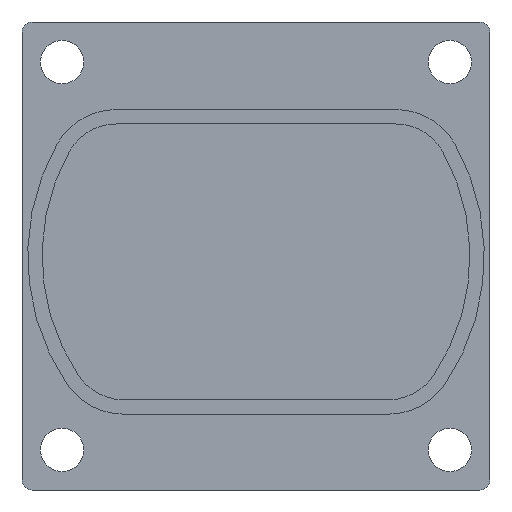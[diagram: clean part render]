
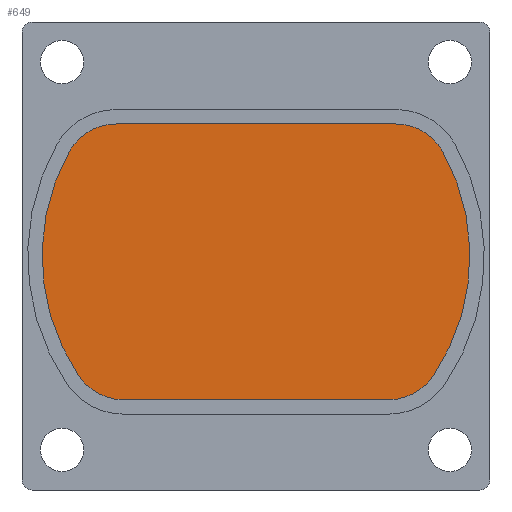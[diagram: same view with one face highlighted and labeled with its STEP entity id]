
A CAD part, left-side view. The second image highlights one B-rep face of the part: STEP entity #649.
In plain terms, the highlighted planar face has unit normal (-1, 0, 0).
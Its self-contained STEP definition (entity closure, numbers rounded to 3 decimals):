
#449 = CARTESIAN_POINT ( 'NONE',  ( -20., 55.805, 31.333 ) ) ;
#450 = CARTESIAN_POINT ( 'NONE',  ( -20., -41.854, 39.5 ) ) ;
#451 = CARTESIAN_POINT ( 'NONE',  ( -20., 41.854, 39.5 ) ) ;
#469 = CARTESIAN_POINT ( 'NONE',  ( -20., 52.915, -36. ) ) ;
#470 = CARTESIAN_POINT ( 'NONE',  ( -20., 39.686, -43. ) ) ;
#471 = CARTESIAN_POINT ( 'NONE',  ( -20., -39.686, -43. ) ) ;
#472 = CARTESIAN_POINT ( 'NONE',  ( -20., -55.805, 31.333 ) ) ;
#474 = CARTESIAN_POINT ( 'NONE',  ( -20., -52.915, -36. ) ) ;
#649 = ADVANCED_FACE ( 'NONE', ( #1722 ), #3001, .T. ) ;
#701 = AXIS2_PLACEMENT_3D ( 'NONE', #3475, #3476, #3477 ) ;
#740 = AXIS2_PLACEMENT_3D ( 'NONE', #3544, #3550, #3552 ) ;
#742 = AXIS2_PLACEMENT_3D ( 'NONE', #3529, #3533, #3536 ) ;
#743 = AXIS2_PLACEMENT_3D ( 'NONE', #3483, #3485, #3486 ) ;
#745 = AXIS2_PLACEMENT_3D ( 'NONE', #3468, #3469, #3470 ) ;
#746 = AXIS2_PLACEMENT_3D ( 'NONE', #3462, #3463, #3466 ) ;
#804 = AXIS2_PLACEMENT_3D ( 'NONE', #2994, #2992, #2995 ) ;
#863 = EDGE_CURVE ( 'NONE', #3546, #3561, #1573, .T. ) ;
#864 = EDGE_CURVE ( 'NONE', #3547, #3548, #1572, .T. ) ;
#866 = EDGE_CURVE ( 'NONE', #3549, #3547, #1569, .T. ) ;
#867 = EDGE_CURVE ( 'NONE', #3554, #3549, #1581, .T. ) ;
#869 = EDGE_CURVE ( 'NONE', #3561, #3554, #1563, .T. ) ;
#881 = EDGE_CURVE ( 'NONE', #3545, #3542, #1551, .T. ) ;
#882 = EDGE_CURVE ( 'NONE', #3542, #3546, #1539, .T. ) ;
#885 = EDGE_CURVE ( 'NONE', #3548, #3545, #1533, .T. ) ;
#1533 = CIRCLE ( 'NONE', #740, 16. ) ;
#1539 = CIRCLE ( 'NONE', #742, 16. ) ;
#1542 = VECTOR ( 'NONE', #3530, 1000. ) ;
#1551 = LINE ( 'NONE', #3525, #1542 ) ;
#1563 = CIRCLE ( 'NONE', #743, 16. ) ;
#1569 = CIRCLE ( 'NONE', #701, 16. ) ;
#1572 = CIRCLE ( 'NONE', #745, 64. ) ;
#1573 = CIRCLE ( 'NONE', #746, 64. ) ;
#1578 = VECTOR ( 'NONE', #3479, 1000. ) ;
#1581 = LINE ( 'NONE', #3478, #1578 ) ;
#1722 = FACE_OUTER_BOUND ( 'NONE', #1806, .T. ) ;
#1806 = EDGE_LOOP ( 'NONE', ( #2416, #2254, #2196, #2284, #2197, #2173, #2195, #2244 ) ) ;
#2173 = ORIENTED_EDGE ( 'NONE', *, *, #866, .T. ) ;
#2195 = ORIENTED_EDGE ( 'NONE', *, *, #864, .T. ) ;
#2196 = ORIENTED_EDGE ( 'NONE', *, *, #863, .T. ) ;
#2197 = ORIENTED_EDGE ( 'NONE', *, *, #867, .T. ) ;
#2244 = ORIENTED_EDGE ( 'NONE', *, *, #885, .T. ) ;
#2254 = ORIENTED_EDGE ( 'NONE', *, *, #882, .T. ) ;
#2284 = ORIENTED_EDGE ( 'NONE', *, *, #869, .T. ) ;
#2416 = ORIENTED_EDGE ( 'NONE', *, *, #881, .T. ) ;
#2992 = DIRECTION ( 'NONE',  ( -1., 0., 0. ) ) ;
#2994 = CARTESIAN_POINT ( 'NONE',  ( -20., 67., 67. ) ) ;
#2995 = DIRECTION ( 'NONE',  ( 0., 0., 1. ) ) ;
#3001 = PLANE ( 'NONE',  #804 ) ;
#3462 = CARTESIAN_POINT ( 'NONE',  ( -20., 0., 0. ) ) ;
#3463 = DIRECTION ( 'NONE',  ( -1., 0., 0. ) ) ;
#3466 = DIRECTION ( 'NONE',  ( 0., 0., 1. ) ) ;
#3468 = CARTESIAN_POINT ( 'NONE',  ( -20., 0., 0. ) ) ;
#3469 = DIRECTION ( 'NONE',  ( -1., 0., 0. ) ) ;
#3470 = DIRECTION ( 'NONE',  ( 0., 0., 1. ) ) ;
#3475 = CARTESIAN_POINT ( 'NONE',  ( -20., -39.686, -27. ) ) ;
#3476 = DIRECTION ( 'NONE',  ( -1., 0., 0. ) ) ;
#3477 = DIRECTION ( 'NONE',  ( 0., 0., -1. ) ) ;
#3478 = CARTESIAN_POINT ( 'NONE',  ( -20., 39.686, -43. ) ) ;
#3479 = DIRECTION ( 'NONE',  ( 0., -1., 0. ) ) ;
#3483 = CARTESIAN_POINT ( 'NONE',  ( -20., 39.686, -27. ) ) ;
#3485 = DIRECTION ( 'NONE',  ( -1., 0., 0. ) ) ;
#3486 = DIRECTION ( 'NONE',  ( 0., 0., -1. ) ) ;
#3525 = CARTESIAN_POINT ( 'NONE',  ( -20., 41.854, 39.5 ) ) ;
#3529 = CARTESIAN_POINT ( 'NONE',  ( -20., 41.854, 23.5 ) ) ;
#3530 = DIRECTION ( 'NONE',  ( 0., 1., 0. ) ) ;
#3533 = DIRECTION ( 'NONE',  ( -1., 0., 0. ) ) ;
#3536 = DIRECTION ( 'NONE',  ( 0., 0., -1. ) ) ;
#3542 = VERTEX_POINT ( 'NONE', #451 ) ;
#3544 = CARTESIAN_POINT ( 'NONE',  ( -20., -41.854, 23.5 ) ) ;
#3545 = VERTEX_POINT ( 'NONE', #450 ) ;
#3546 = VERTEX_POINT ( 'NONE', #449 ) ;
#3547 = VERTEX_POINT ( 'NONE', #474 ) ;
#3548 = VERTEX_POINT ( 'NONE', #472 ) ;
#3549 = VERTEX_POINT ( 'NONE', #471 ) ;
#3550 = DIRECTION ( 'NONE',  ( -1., 0., 0. ) ) ;
#3552 = DIRECTION ( 'NONE',  ( 0., 0., -1. ) ) ;
#3554 = VERTEX_POINT ( 'NONE', #470 ) ;
#3561 = VERTEX_POINT ( 'NONE', #469 ) ;
